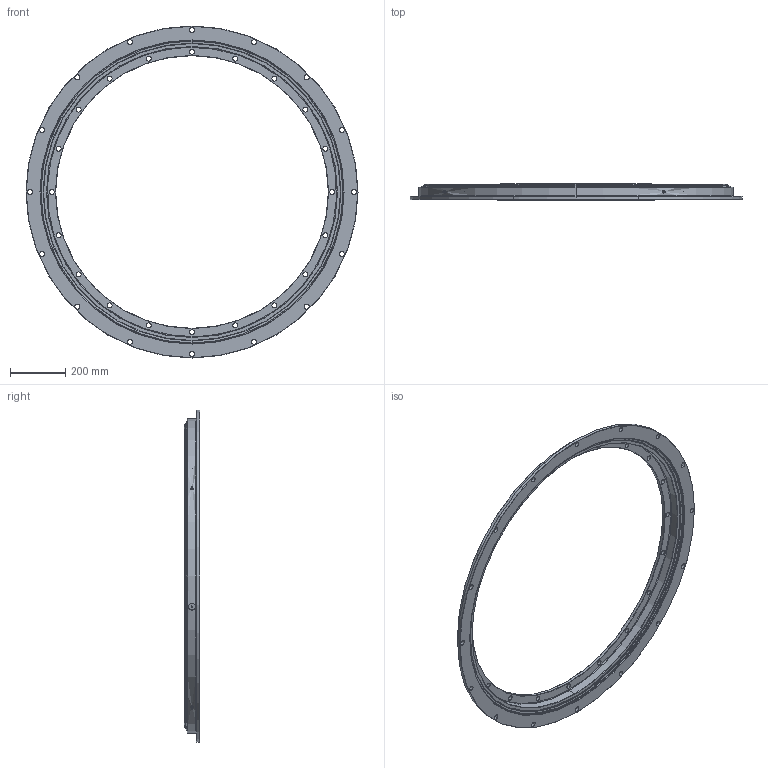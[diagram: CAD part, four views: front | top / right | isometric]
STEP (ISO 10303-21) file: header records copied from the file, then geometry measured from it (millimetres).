
FILE_DESCRIPTION (( 'STEP AP214' ), '1' );
FILE_NAME ('0053760.step', '2024-02-22T13:40:34', ( '' ), ( '' ), 'SwSTEP 2.0', 'SolidWorks 2020', '' );
FILE_SCHEMA (( 'AUTOMOTIVE_DESIGN' ));
Length unit declared in the file: millimetre
Products named in the file (1): 0053760
Bounding box: 1198 x 56 x 1198 mm (x, y, z)
Volume: 9128370.6 mm3; surface area: 2020829.5 mm2
Topology: 10 solids, 10 shells, 353 faces, 838 edges, 519 vertices
Faces by surface type: cylinder 155, bspline 74, plane 62, cone 58, torus 4
Entity records: 12513 total; most frequent: CARTESIAN_POINT 4105, DIRECTION 1802, ORIENTED_EDGE 1676, EDGE_CURVE 838, AXIS2_PLACEMENT_3D 760, VERTEX_POINT 519, CIRCLE 480, EDGE_LOOP 461
